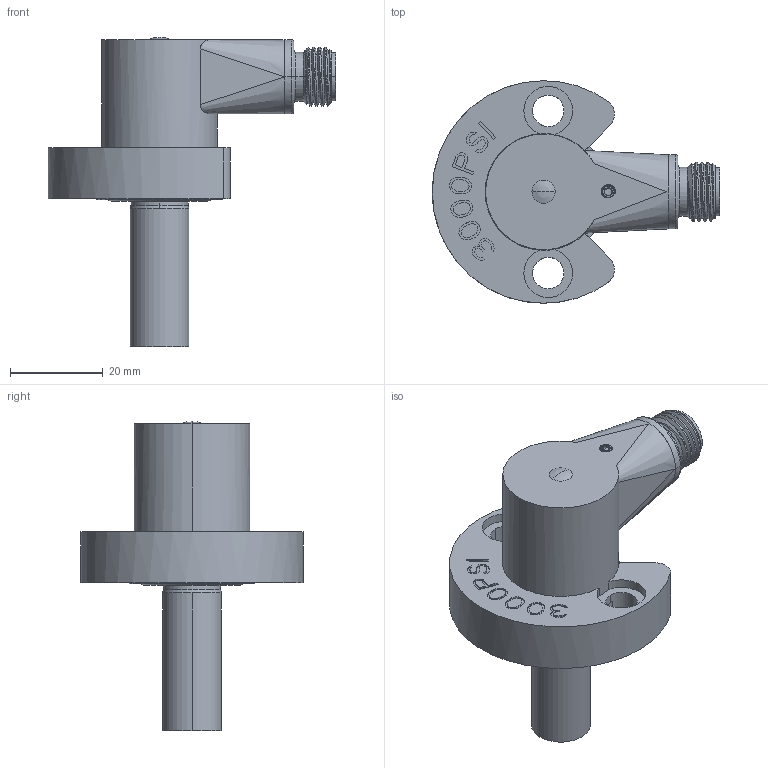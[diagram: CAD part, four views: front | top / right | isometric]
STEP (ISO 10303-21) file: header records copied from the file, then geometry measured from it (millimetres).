
FILE_DESCRIPTION((''),'2;1');
FILE_NAME('NJ2_D_1250_V12','2015-03-02T',('dburns'),(''),'PRO/ENGINEER BY PARAMETRIC TECHNOLOGY CORPORATION, 2014430','PRO/ENGINEER BY PARAMETRIC TECHNOLOGY CORPORATION, 2014430','');
FILE_SCHEMA(('CONFIG_CONTROL_DESIGN'));
Length unit declared in the file: millimetre
Products named in the file (1): NJ2_D_1250_V12
Bounding box: 62 x 48 x 66.7 mm (x, y, z)
Volume: 35088.9 mm3; surface area: 12767 mm2
Topology: 1 solids, 3 shells, 559 faces, 1549 edges, 1021 vertices
Faces by surface type: plane 330, cylinder 120, cone 52, torus 36, bspline 13, sphere 8
Entity records: 19574 total; most frequent: CARTESIAN_POINT 5145, ORIENTED_EDGE 3088, DIRECTION 2915, EDGE_CURVE 1544, VERTEX_POINT 1021, VECTOR 987, LINE 987, AXIS2_PLACEMENT_3D 964
